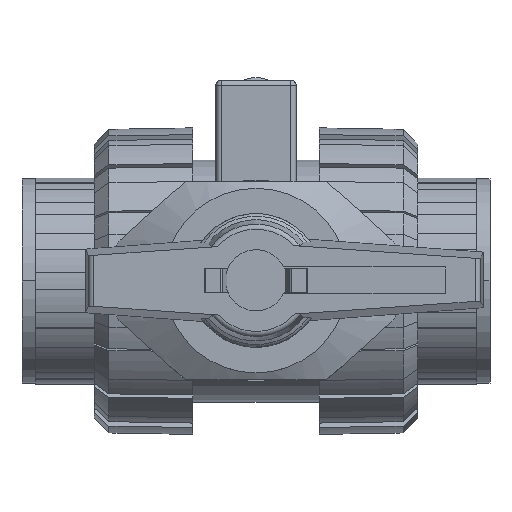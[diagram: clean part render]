
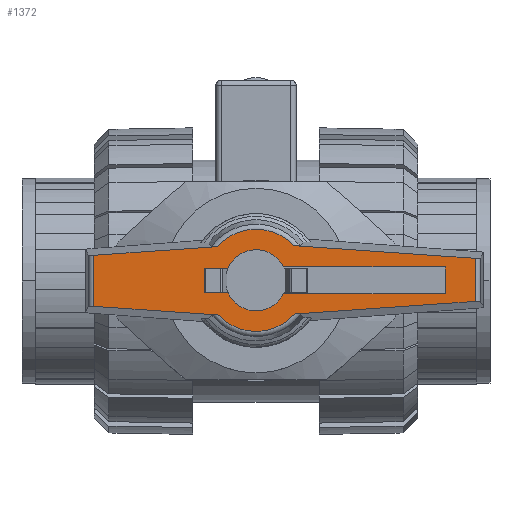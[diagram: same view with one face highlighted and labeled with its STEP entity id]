
A CAD part, top view. The second image highlights one B-rep face of the part: STEP entity #1372.
In plain terms, the highlighted planar face has unit normal (0, 0, 1).
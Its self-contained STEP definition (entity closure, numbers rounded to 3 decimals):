
#1372=ADVANCED_FACE('',(#3156,#3157,#3158),#3159,.T.);
#3156=FACE_OUTER_BOUND('',#5560,.T.);
#3157=FACE_BOUND('',#5561,.T.);
#3158=FACE_BOUND('',#5562,.T.);
#3159=PLANE('',#5563);
#5560=EDGE_LOOP('',(#8550,#8551,#8552,#8553,#8554,#8555,#8556,#8557));
#5561=EDGE_LOOP('',(#8558,#8559,#8560,#8561));
#5562=EDGE_LOOP('',(#8562,#8563,#8564,#8565));
#5563=AXIS2_PLACEMENT_3D('',#8566,#8567,#8568);
#8550=ORIENTED_EDGE('',*,*,#15204,.T.);
#8551=ORIENTED_EDGE('',*,*,#15402,.T.);
#8552=ORIENTED_EDGE('',*,*,#15336,.T.);
#8553=ORIENTED_EDGE('',*,*,#15343,.F.);
#8554=ORIENTED_EDGE('',*,*,#15238,.T.);
#8555=ORIENTED_EDGE('',*,*,#15377,.T.);
#8556=ORIENTED_EDGE('',*,*,#15317,.T.);
#8557=ORIENTED_EDGE('',*,*,#15324,.T.);
#8558=ORIENTED_EDGE('',*,*,#15293,.T.);
#8559=ORIENTED_EDGE('',*,*,#15277,.T.);
#8560=ORIENTED_EDGE('',*,*,#15270,.T.);
#8561=ORIENTED_EDGE('',*,*,#15285,.T.);
#8562=ORIENTED_EDGE('',*,*,#15245,.T.);
#8563=ORIENTED_EDGE('',*,*,#15260,.T.);
#8564=ORIENTED_EDGE('',*,*,#15268,.T.);
#8565=ORIENTED_EDGE('',*,*,#15252,.T.);
#8566=CARTESIAN_POINT('',(9.557,0.0,238.5));
#8567=DIRECTION('',(0.0,0.0,1.0));
#8568=DIRECTION('',(1.0,0.0,0.0));
#15204=EDGE_CURVE('',#18210,#18208,#18211,.T.);
#15238=EDGE_CURVE('',#18271,#18269,#18272,.T.);
#15245=EDGE_CURVE('',#18283,#18284,#18285,.T.);
#15252=EDGE_CURVE('',#18296,#18283,#18297,.T.);
#15260=EDGE_CURVE('',#18284,#18308,#18309,.T.);
#15268=EDGE_CURVE('',#18308,#18296,#18318,.T.);
#15270=EDGE_CURVE('',#18320,#18321,#18322,.T.);
#15277=EDGE_CURVE('',#18333,#18320,#18334,.T.);
#15285=EDGE_CURVE('',#18321,#18345,#18346,.T.);
#15293=EDGE_CURVE('',#18345,#18333,#18355,.T.);
#15317=EDGE_CURVE('',#18390,#18388,#18391,.T.);
#15324=EDGE_CURVE('',#18388,#18210,#18401,.T.);
#15336=EDGE_CURVE('',#18418,#18416,#18419,.T.);
#15343=EDGE_CURVE('',#18271,#18416,#18429,.T.);
#15377=EDGE_CURVE('',#18269,#18390,#18475,.T.);
#15402=EDGE_CURVE('',#18208,#18418,#18504,.T.);
#18208=VERTEX_POINT('',#22705);
#18210=VERTEX_POINT('',#22732);
#18211=LINE('',#22733,#22734);
#18269=VERTEX_POINT('',#22908);
#18271=VERTEX_POINT('',#22935);
#18272=LINE('',#22936,#22937);
#18283=VERTEX_POINT('',#22951);
#18284=VERTEX_POINT('',#22952);
#18285=LINE('',#22953,#22954);
#18296=VERTEX_POINT('',#22968);
#18297=LINE('',#22969,#22970);
#18308=VERTEX_POINT('',#22985);
#18309=LINE('',#22986,#22987);
#18318=LINE('',#22999,#23000);
#18320=VERTEX_POINT('',#23002);
#18321=VERTEX_POINT('',#23003);
#18322=LINE('',#23004,#23005);
#18333=VERTEX_POINT('',#23019);
#18334=LINE('',#23020,#23021);
#18345=VERTEX_POINT('',#23036);
#18346=LINE('',#23037,#23038);
#18355=LINE('',#23050,#23051);
#18388=VERTEX_POINT('',#23093);
#18390=VERTEX_POINT('',#23095);
#18391=LINE('',#23096,#23097);
#18401=LINE('',#23169,#23170);
#18416=VERTEX_POINT('',#23189);
#18418=VERTEX_POINT('',#23191);
#18419=LINE('',#23192,#23193);
#18429=LINE('',#23265,#23266);
#18475=CIRCLE('',#23387,19.113);
#18504=CIRCLE('',#23475,19.113);
#22705=CARTESIAN_POINT('',(-14.032,-12.977,238.5));
#22732=CARTESIAN_POINT('',(-60.662,-9.716,238.5));
#22733=CARTESIAN_POINT('',(-4.413,-13.65,238.5));
#22734=VECTOR('',#31963,1.0);
#22908=CARTESIAN_POINT('',(14.032,12.977,238.5));
#22935=CARTESIAN_POINT('',(81.912,8.23,238.5));
#22936=CARTESIAN_POINT('',(43.917,10.887,238.5));
#22937=VECTOR('',#31993,1.0);
#22951=CARTESIAN_POINT('',(-10.278,-4.5,238.5));
#22952=CARTESIAN_POINT('',(-19.333,-4.5,238.5));
#22953=CARTESIAN_POINT('',(-2.829,-4.5,238.5));
#22954=VECTOR('',#32003,1.0);
#22968=CARTESIAN_POINT('',(-10.278,4.5,238.5));
#22969=CARTESIAN_POINT('',(-10.278,-2.25,238.5));
#22970=VECTOR('',#32013,1.0);
#22985=CARTESIAN_POINT('',(-19.333,4.5,238.5));
#22986=CARTESIAN_POINT('',(-19.333,6.75,238.5));
#22987=VECTOR('',#32021,1.0);
#22999=CARTESIAN_POINT('',(-2.829,4.5,238.5));
#23000=VECTOR('',#32028,1.0);
#23002=CARTESIAN_POINT('',(10.278,4.5,238.5));
#23003=CARTESIAN_POINT('',(19.333,4.5,238.5));
#23004=CARTESIAN_POINT('',(12.386,4.5,238.5));
#23005=VECTOR('',#32029,1.0);
#23019=CARTESIAN_POINT('',(10.278,-4.5,238.5));
#23020=CARTESIAN_POINT('',(10.278,2.25,238.5));
#23021=VECTOR('',#32039,1.0);
#23036=CARTESIAN_POINT('',(19.333,-4.5,238.5));
#23037=CARTESIAN_POINT('',(19.333,11.25,238.5));
#23038=VECTOR('',#32047,1.0);
#23050=CARTESIAN_POINT('',(12.386,-4.5,238.5));
#23051=VECTOR('',#32054,1.0);
#23093=CARTESIAN_POINT('',(-60.662,9.362,238.5));
#23095=CARTESIAN_POINT('',(-14.373,12.599,238.5));
#23096=CARTESIAN_POINT('',(-3.135,13.384,238.5));
#23097=VECTOR('',#32091,1.0);
#23169=CARTESIAN_POINT('',(-60.662,18.0,238.5));
#23170=VECTOR('',#32093,1.0);
#23189=CARTESIAN_POINT('',(81.912,-7.876,238.5));
#23191=CARTESIAN_POINT('',(14.373,-12.599,238.5));
#23192=CARTESIAN_POINT('',(45.145,-10.447,238.5));
#23193=VECTOR('',#32107,1.0);
#23265=CARTESIAN_POINT('',(81.912,18.0,238.5));
#23266=VECTOR('',#32109,1.0);
#23387=AXIS2_PLACEMENT_3D('',#32147,#32148,#32149);
#23475=AXIS2_PLACEMENT_3D('',#32174,#32175,#32176);
#31963=DIRECTION('',(0.998,-0.07,0.0));
#31993=DIRECTION('',(-0.998,0.07,0.0));
#32003=DIRECTION('',(-1.0,0.0,0.0));
#32013=DIRECTION('',(0.0,-1.0,0.0));
#32021=DIRECTION('',(0.0,1.0,-0.0));
#32028=DIRECTION('',(1.0,0.0,0.0));
#32029=DIRECTION('',(1.0,0.0,-0.0));
#32039=DIRECTION('',(0.0,1.0,-0.0));
#32047=DIRECTION('',(0.0,-1.0,0.0));
#32054=DIRECTION('',(-1.0,0.0,0.0));
#32091=DIRECTION('',(-0.998,-0.07,0.0));
#32093=DIRECTION('',(0.0,-1.0,0.0));
#32107=DIRECTION('',(0.998,0.07,-0.0));
#32109=DIRECTION('',(0.0,-1.0,0.0));
#32147=CARTESIAN_POINT('',(0.0,0.0,238.5));
#32148=DIRECTION('',(0.0,0.0,1.0));
#32149=DIRECTION('',(1.0,0.0,0.0));
#32174=CARTESIAN_POINT('',(0.0,0.0,238.5));
#32175=DIRECTION('',(0.0,0.0,1.0));
#32176=DIRECTION('',(1.0,0.0,0.0));
